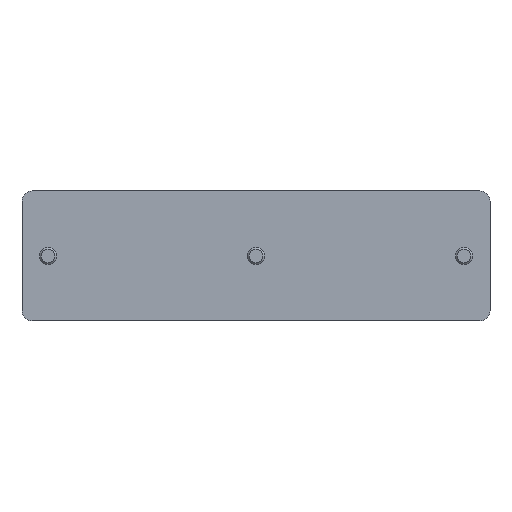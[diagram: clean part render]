
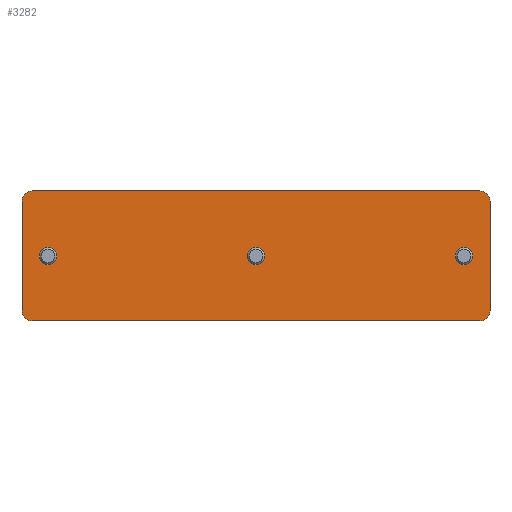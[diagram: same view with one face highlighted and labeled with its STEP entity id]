
A CAD part, front view. The second image highlights one B-rep face of the part: STEP entity #3282.
In plain terms, the highlighted planar face has unit normal (0, -1, 0).
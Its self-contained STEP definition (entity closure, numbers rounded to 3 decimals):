
#3 = EDGE_CURVE ( 'NONE', #3011, #1870, #3015, .T. ) ;
#7 = VERTEX_POINT ( 'NONE', #1205 ) ;
#66 = EDGE_CURVE ( 'NONE', #2714, #842, #3001, .T. ) ;
#79 = CARTESIAN_POINT ( 'NONE',  ( -45., 0., -10.5 ) ) ;
#109 = DIRECTION ( 'NONE',  ( 0., 1., 0. ) ) ;
#113 = CARTESIAN_POINT ( 'NONE',  ( -45., 0., 10.5 ) ) ;
#116 = AXIS2_PLACEMENT_3D ( 'NONE', #1339, #2904, #596 ) ;
#117 = PLANE ( 'NONE',  #2138 ) ;
#135 = CARTESIAN_POINT ( 'NONE',  ( 43., 0., -10.5 ) ) ;
#148 = FACE_BOUND ( 'NONE', #483, .T. ) ;
#150 = DIRECTION ( 'NONE',  ( 0., 0., 1. ) ) ;
#156 = EDGE_CURVE ( 'NONE', #3271, #2465, #1757, .T. ) ;
#189 = DIRECTION ( 'NONE',  ( 0., 0., -1. ) ) ;
#193 = DIRECTION ( 'NONE',  ( 0., 1., 0. ) ) ;
#202 = VERTEX_POINT ( 'NONE', #482 ) ;
#221 = CIRCLE ( 'NONE', #116, 2. ) ;
#224 = CARTESIAN_POINT ( 'NONE',  ( -45., 0., -12.5 ) ) ;
#333 = DIRECTION ( 'NONE',  ( 1., 0., 0. ) ) ;
#387 = LINE ( 'NONE', #3199, #2646 ) ;
#389 = FACE_BOUND ( 'NONE', #1819, .T. ) ;
#425 = DIRECTION ( 'NONE',  ( 0., -1., 0. ) ) ;
#446 = CARTESIAN_POINT ( 'NONE',  ( -40., 0., -1.65 ) ) ;
#460 = CARTESIAN_POINT ( 'NONE',  ( -43., 0., 12.5 ) ) ;
#464 = CARTESIAN_POINT ( 'NONE',  ( 0., 0., 0. ) ) ;
#482 = CARTESIAN_POINT ( 'NONE',  ( 40., 0., 1.65 ) ) ;
#483 = EDGE_LOOP ( 'NONE', ( #2937, #1406 ) ) ;
#485 = ORIENTED_EDGE ( 'NONE', *, *, #1776, .T. ) ;
#552 = AXIS2_PLACEMENT_3D ( 'NONE', #1404, #2451, #3005 ) ;
#596 = DIRECTION ( 'NONE',  ( 0., 0., 1. ) ) ;
#607 = DIRECTION ( 'NONE',  ( 0., 1., 0. ) ) ;
#615 = EDGE_CURVE ( 'NONE', #3017, #1836, #2813, .T. ) ;
#725 = CARTESIAN_POINT ( 'NONE',  ( 45., 0., -10.5 ) ) ;
#769 = DIRECTION ( 'NONE',  ( 0., 0., 1. ) ) ;
#795 = EDGE_CURVE ( 'NONE', #2990, #921, #387, .T. ) ;
#842 = VERTEX_POINT ( 'NONE', #113 ) ;
#878 = FACE_OUTER_BOUND ( 'NONE', #3246, .T. ) ;
#886 = CARTESIAN_POINT ( 'NONE',  ( 43., 0., -12.5 ) ) ;
#900 = EDGE_CURVE ( 'NONE', #2714, #1872, #221, .T. ) ;
#921 = VERTEX_POINT ( 'NONE', #1374 ) ;
#1015 = CARTESIAN_POINT ( 'NONE',  ( 0., 0., 1.65 ) ) ;
#1119 = DIRECTION ( 'NONE',  ( -1., 0., 0. ) ) ;
#1123 = ORIENTED_EDGE ( 'NONE', *, *, #795, .F. ) ;
#1201 = AXIS2_PLACEMENT_3D ( 'NONE', #3036, #425, #2258 ) ;
#1205 = CARTESIAN_POINT ( 'NONE',  ( 40., 0., -1.65 ) ) ;
#1221 = CARTESIAN_POINT ( 'NONE',  ( 45., 0., -12.5 ) ) ;
#1226 = CARTESIAN_POINT ( 'NONE',  ( 40., 0., 0. ) ) ;
#1237 = ORIENTED_EDGE ( 'NONE', *, *, #615, .T. ) ;
#1272 = CIRCLE ( 'NONE', #3247, 2. ) ;
#1292 = DIRECTION ( 'NONE',  ( 0., -1., 0. ) ) ;
#1311 = ORIENTED_EDGE ( 'NONE', *, *, #900, .T. ) ;
#1339 = CARTESIAN_POINT ( 'NONE',  ( -43., 0., -10.5 ) ) ;
#1353 = CARTESIAN_POINT ( 'NONE',  ( 0., 0., 0. ) ) ;
#1366 = LINE ( 'NONE', #2414, #2992 ) ;
#1374 = CARTESIAN_POINT ( 'NONE',  ( 43., 0., 12.5 ) ) ;
#1388 = VERTEX_POINT ( 'NONE', #886 ) ;
#1392 = EDGE_CURVE ( 'NONE', #2465, #3271, #1864, .T. ) ;
#1404 = CARTESIAN_POINT ( 'NONE',  ( -40., 0., 0. ) ) ;
#1406 = ORIENTED_EDGE ( 'NONE', *, *, #156, .T. ) ;
#1411 = DIRECTION ( 'NONE',  ( 0., -1., 0. ) ) ;
#1461 = ORIENTED_EDGE ( 'NONE', *, *, #2773, .T. ) ;
#1516 = CARTESIAN_POINT ( 'NONE',  ( 45., 0., 10.5 ) ) ;
#1627 = DIRECTION ( 'NONE',  ( 0., 0., 1. ) ) ;
#1657 = DIRECTION ( 'NONE',  ( 0., 0., 1. ) ) ;
#1675 = EDGE_CURVE ( 'NONE', #7, #202, #2274, .T. ) ;
#1740 = EDGE_CURVE ( 'NONE', #1836, #3017, #2605, .T. ) ;
#1747 = EDGE_CURVE ( 'NONE', #202, #7, #2225, .T. ) ;
#1751 = AXIS2_PLACEMENT_3D ( 'NONE', #135, #1411, #150 ) ;
#1757 = CIRCLE ( 'NONE', #3027, 1.65 ) ;
#1776 = EDGE_CURVE ( 'NONE', #2990, #842, #2778, .T. ) ;
#1796 = DIRECTION ( 'NONE',  ( 0., 0., 1. ) ) ;
#1807 = AXIS2_PLACEMENT_3D ( 'NONE', #1353, #607, #2098 ) ;
#1819 = EDGE_LOOP ( 'NONE', ( #3332, #2516 ) ) ;
#1836 = VERTEX_POINT ( 'NONE', #1995 ) ;
#1864 = CIRCLE ( 'NONE', #1807, 1.65 ) ;
#1870 = VERTEX_POINT ( 'NONE', #725 ) ;
#1872 = VERTEX_POINT ( 'NONE', #2226 ) ;
#1877 = ORIENTED_EDGE ( 'NONE', *, *, #66, .F. ) ;
#1898 = DIRECTION ( 'NONE',  ( 0., 1., 0. ) ) ;
#1942 = ORIENTED_EDGE ( 'NONE', *, *, #3159, .T. ) ;
#1995 = CARTESIAN_POINT ( 'NONE',  ( -40., 0., 1.65 ) ) ;
#2001 = DIRECTION ( 'NONE',  ( 0., 0., 1. ) ) ;
#2050 = AXIS2_PLACEMENT_3D ( 'NONE', #1226, #193, #3300 ) ;
#2098 = DIRECTION ( 'NONE',  ( 0., 0., 1. ) ) ;
#2119 = CARTESIAN_POINT ( 'NONE',  ( 40., 0., 0. ) ) ;
#2138 = AXIS2_PLACEMENT_3D ( 'NONE', #3235, #1898, #1627 ) ;
#2145 = EDGE_CURVE ( 'NONE', #1388, #1872, #1366, .T. ) ;
#2225 = CIRCLE ( 'NONE', #2050, 1.65 ) ;
#2226 = CARTESIAN_POINT ( 'NONE',  ( -43., 0., -12.5 ) ) ;
#2258 = DIRECTION ( 'NONE',  ( 0., 0., 1. ) ) ;
#2274 = CIRCLE ( 'NONE', #2331, 1.65 ) ;
#2321 = ORIENTED_EDGE ( 'NONE', *, *, #1740, .T. ) ;
#2331 = AXIS2_PLACEMENT_3D ( 'NONE', #2119, #109, #1657 ) ;
#2374 = DIRECTION ( 'NONE',  ( 0., 0., 1. ) ) ;
#2411 = EDGE_LOOP ( 'NONE', ( #2321, #1237 ) ) ;
#2414 = CARTESIAN_POINT ( 'NONE',  ( -45., 0., -12.5 ) ) ;
#2451 = DIRECTION ( 'NONE',  ( 0., 1., 0. ) ) ;
#2465 = VERTEX_POINT ( 'NONE', #1015 ) ;
#2516 = ORIENTED_EDGE ( 'NONE', *, *, #1675, .T. ) ;
#2563 = DIRECTION ( 'NONE',  ( 0., 1., 0. ) ) ;
#2605 = CIRCLE ( 'NONE', #552, 1.65 ) ;
#2646 = VECTOR ( 'NONE', #333, 1000. ) ;
#2679 = CARTESIAN_POINT ( 'NONE',  ( 0., 0., -1.65 ) ) ;
#2714 = VERTEX_POINT ( 'NONE', #79 ) ;
#2773 = EDGE_CURVE ( 'NONE', #1388, #1870, #2972, .T. ) ;
#2778 = CIRCLE ( 'NONE', #1201, 2. ) ;
#2813 = CIRCLE ( 'NONE', #3262, 1.65 ) ;
#2904 = DIRECTION ( 'NONE',  ( 0., -1., 0. ) ) ;
#2905 = CARTESIAN_POINT ( 'NONE',  ( 43., 0., 10.5 ) ) ;
#2934 = ORIENTED_EDGE ( 'NONE', *, *, #3, .F. ) ;
#2937 = ORIENTED_EDGE ( 'NONE', *, *, #1392, .T. ) ;
#2972 = CIRCLE ( 'NONE', #1751, 2. ) ;
#2982 = FACE_BOUND ( 'NONE', #2411, .T. ) ;
#2990 = VERTEX_POINT ( 'NONE', #460 ) ;
#2992 = VECTOR ( 'NONE', #1119, 1000. ) ;
#3001 = LINE ( 'NONE', #224, #3364 ) ;
#3005 = DIRECTION ( 'NONE',  ( 0., 0., 1. ) ) ;
#3011 = VERTEX_POINT ( 'NONE', #1516 ) ;
#3015 = LINE ( 'NONE', #1221, #3080 ) ;
#3017 = VERTEX_POINT ( 'NONE', #446 ) ;
#3027 = AXIS2_PLACEMENT_3D ( 'NONE', #464, #2563, #769 ) ;
#3036 = CARTESIAN_POINT ( 'NONE',  ( -43., 0., 10.5 ) ) ;
#3043 = CARTESIAN_POINT ( 'NONE',  ( -40., 0., 0. ) ) ;
#3080 = VECTOR ( 'NONE', #189, 1000. ) ;
#3144 = DIRECTION ( 'NONE',  ( 0., 1., 0. ) ) ;
#3159 = EDGE_CURVE ( 'NONE', #3011, #921, #1272, .T. ) ;
#3199 = CARTESIAN_POINT ( 'NONE',  ( -45., 0., 12.5 ) ) ;
#3235 = CARTESIAN_POINT ( 'NONE',  ( 0., 0., 0. ) ) ;
#3246 = EDGE_LOOP ( 'NONE', ( #1877, #1311, #3365, #1461, #2934, #1942, #1123, #485 ) ) ;
#3247 = AXIS2_PLACEMENT_3D ( 'NONE', #2905, #1292, #2374 ) ;
#3262 = AXIS2_PLACEMENT_3D ( 'NONE', #3043, #3144, #2001 ) ;
#3271 = VERTEX_POINT ( 'NONE', #2679 ) ;
#3282 = ADVANCED_FACE ( 'NONE', ( #148, #2982, #389, #878 ), #117, .F. ) ;
#3300 = DIRECTION ( 'NONE',  ( 0., 0., 1. ) ) ;
#3332 = ORIENTED_EDGE ( 'NONE', *, *, #1747, .T. ) ;
#3364 = VECTOR ( 'NONE', #1796, 1000. ) ;
#3365 = ORIENTED_EDGE ( 'NONE', *, *, #2145, .F. ) ;
